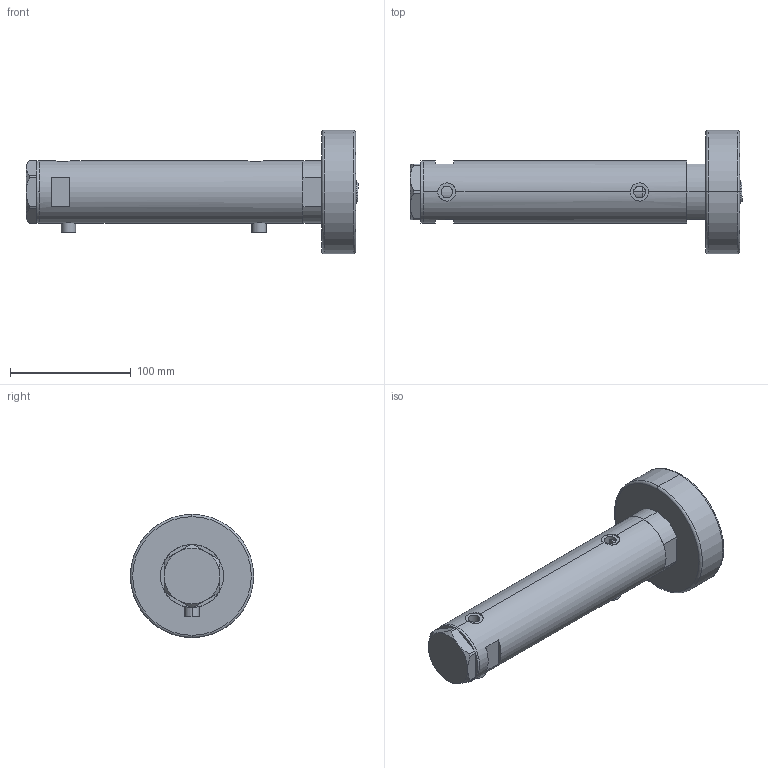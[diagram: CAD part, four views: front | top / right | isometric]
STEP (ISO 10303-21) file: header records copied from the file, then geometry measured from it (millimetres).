
FILE_DESCRIPTION (( 'STEP AP203' ), '1' );
FILE_NAME ('be72.STEP', '2024-02-11T14:15:37', ( '' ), ( '' ), 'SwSTEP 2.0', 'SolidWorks 2019', '' );
FILE_SCHEMA (( 'CONFIG_CONTROL_DESIGN' ));
Length unit declared in the file: millimetre
Products named in the file (6): V270CG_271C f26f108f081113e299faa85c27b9200a; V270CG_FRONT f26f108f081113e299faa85c27b9200a; V270CG_BACK f26f108f081113e299faa85c27b9200a; V270CG_VC f26f108f081113e299faa85c27b9200a; V270CG_MIDDLE f26f108f081113e299faa85c27b9200a; be72
Assembly tree (5 placements, depth 2):
  be72
    V270CG_MIDDLE f26f108f081113e299faa85c27b9200a
    V270CG_BACK f26f108f081113e299faa85c27b9200a
    V270CG_FRONT f26f108f081113e299faa85c27b9200a
    V270CG_VC f26f108f081113e299faa85c27b9200a
    V270CG_271C f26f108f081113e299faa85c27b9200a
Bounding box: 274.4 x 102 x 102 mm (x, y, z)
Volume: 691630.1 mm3; surface area: 132369.5 mm2
Topology: 5 solids, 5 shells, 144 faces, 327 edges, 199 vertices
Faces by surface type: plane 67, cylinder 53, cone 16, torus 8
Entity records: 5227 total; most frequent: CARTESIAN_POINT 1316, DIRECTION 739, ORIENTED_EDGE 650, EDGE_CURVE 325, AXIS2_PLACEMENT_3D 302, VERTEX_POINT 199, EDGE_LOOP 162, CIRCLE 150
